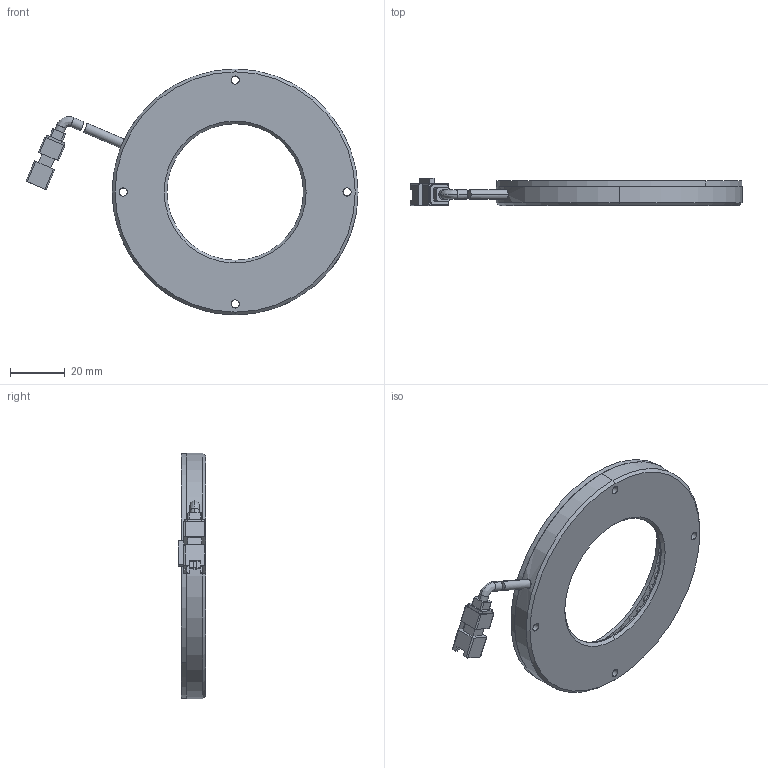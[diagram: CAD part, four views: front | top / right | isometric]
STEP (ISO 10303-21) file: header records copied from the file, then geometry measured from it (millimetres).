
FILE_DESCRIPTION (( 'STEP AP214' ), '1' );
FILE_NAME ('660025-G.STEP', '2019-03-29T07:16:57', ( 'user' ), ( '微软中国' ), 'SwSTEP 2.0', 'SolidWorks 2016', '' );
FILE_SCHEMA (( 'AUTOMOTIVE_DESIGN' ));
Length unit declared in the file: millimetre
Products named in the file (1): 660025-G
Bounding box: 121.62 x 10 x 90 mm (x, y, z)
Volume: 25302.2 mm3; surface area: 28043.7 mm2
Topology: 45 solids, 45 shells, 884 faces, 2173 edges, 1443 vertices
Faces by surface type: plane 553, cylinder 267, bspline 44, cone 20
Entity records: 37086 total; most frequent: CARTESIAN_POINT 5934, DIRECTION 4312, ORIENTED_EDGE 4170, EDGE_CURVE 2085, AXIS2_PLACEMENT_3D 1455, VERTEX_POINT 1443, LINE 1402, VECTOR 1402
